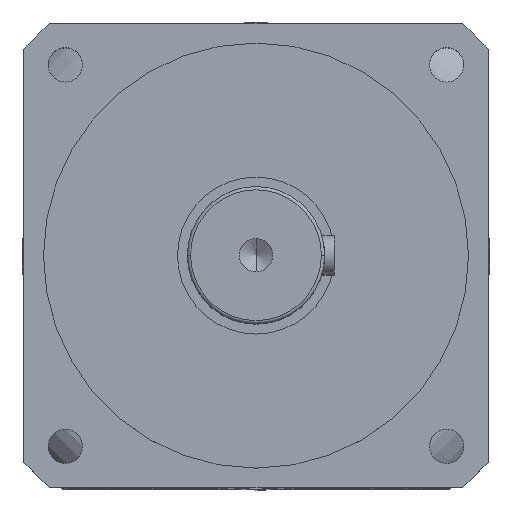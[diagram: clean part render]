
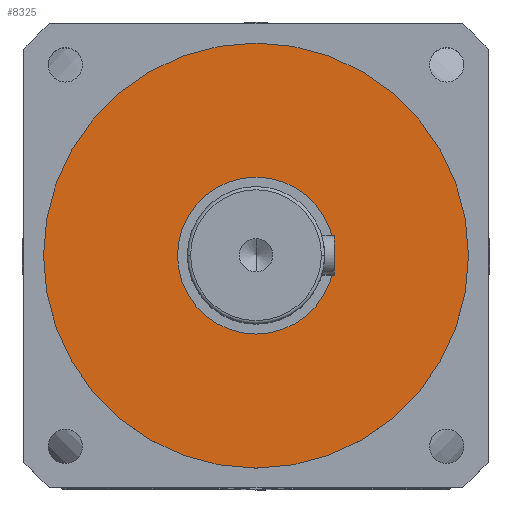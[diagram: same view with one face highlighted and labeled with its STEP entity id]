
A CAD part, top view. The second image highlights one B-rep face of the part: STEP entity #8325.
In plain terms, the highlighted planar face has unit normal (0, 0, 1).
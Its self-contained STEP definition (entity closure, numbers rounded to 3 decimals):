
#124 = DIRECTION ( 'NONE',  ( 1., 0., 0. ) ) ;
#297 = DIRECTION ( 'NONE',  ( 1., 0., 0. ) ) ;
#724 = VERTEX_POINT ( 'NONE', #2237 ) ;
#870 = DIRECTION ( 'NONE',  ( 0., 0., 1. ) ) ;
#931 = CARTESIAN_POINT ( 'NONE',  ( -24., 0., -70. ) ) ;
#1025 = DIRECTION ( 'NONE',  ( 1., 0., 0. ) ) ;
#1185 = AXIS2_PLACEMENT_3D ( 'NONE', #2493, #6327, #7621 ) ;
#1625 = CARTESIAN_POINT ( 'NONE',  ( 65., 0., -70. ) ) ;
#1951 = EDGE_CURVE ( 'NONE', #4002, #6083, #5350, .T. ) ;
#1986 = VERTEX_POINT ( 'NONE', #931 ) ;
#2230 = CARTESIAN_POINT ( 'NONE',  ( -65., 0., -70. ) ) ;
#2237 = CARTESIAN_POINT ( 'NONE',  ( 24., 0., -70. ) ) ;
#2373 = FACE_BOUND ( 'NONE', #5928, .T. ) ;
#2493 = CARTESIAN_POINT ( 'NONE',  ( 0., 65., -70. ) ) ;
#2649 = AXIS2_PLACEMENT_3D ( 'NONE', #3432, #5944, #124 ) ;
#2802 = EDGE_CURVE ( 'NONE', #6083, #4002, #2827, .T. ) ;
#2827 = CIRCLE ( 'NONE', #7329, 65. ) ;
#2875 = DIRECTION ( 'NONE',  ( 0., 0., -1. ) ) ;
#3432 = CARTESIAN_POINT ( 'NONE',  ( 0., 0., -70. ) ) ;
#3500 = CARTESIAN_POINT ( 'NONE',  ( 0., 0., -70. ) ) ;
#3820 = CIRCLE ( 'NONE', #2649, 24. ) ;
#3832 = EDGE_LOOP ( 'NONE', ( #6544, #6403 ) ) ;
#4002 = VERTEX_POINT ( 'NONE', #1625 ) ;
#4180 = CARTESIAN_POINT ( 'NONE',  ( 0., 0., -70. ) ) ;
#4398 = FACE_OUTER_BOUND ( 'NONE', #3832, .T. ) ;
#5350 = CIRCLE ( 'NONE', #8419, 65. ) ;
#5375 = AXIS2_PLACEMENT_3D ( 'NONE', #3500, #870, #5990 ) ;
#5928 = EDGE_LOOP ( 'NONE', ( #7914, #6913 ) ) ;
#5944 = DIRECTION ( 'NONE',  ( 0., 0., 1. ) ) ;
#5990 = DIRECTION ( 'NONE',  ( 1., 0., 0. ) ) ;
#6083 = VERTEX_POINT ( 'NONE', #2230 ) ;
#6327 = DIRECTION ( 'NONE',  ( 0., 0., -1. ) ) ;
#6334 = CARTESIAN_POINT ( 'NONE',  ( 0., 0., -70. ) ) ;
#6403 = ORIENTED_EDGE ( 'NONE', *, *, #2802, .F. ) ;
#6544 = ORIENTED_EDGE ( 'NONE', *, *, #1951, .F. ) ;
#6913 = ORIENTED_EDGE ( 'NONE', *, *, #8203, .F. ) ;
#6960 = EDGE_CURVE ( 'NONE', #724, #1986, #3820, .T. ) ;
#7329 = AXIS2_PLACEMENT_3D ( 'NONE', #6334, #7508, #1025 ) ;
#7508 = DIRECTION ( 'NONE',  ( 0., 0., -1. ) ) ;
#7621 = DIRECTION ( 'NONE',  ( -1., 0., 0. ) ) ;
#7696 = PLANE ( 'NONE',  #1185 ) ;
#7773 = CIRCLE ( 'NONE', #5375, 24. ) ;
#7914 = ORIENTED_EDGE ( 'NONE', *, *, #6960, .F. ) ;
#8203 = EDGE_CURVE ( 'NONE', #1986, #724, #7773, .T. ) ;
#8325 = ADVANCED_FACE ( 'NONE', ( #2373, #4398 ), #7696, .F. ) ;
#8419 = AXIS2_PLACEMENT_3D ( 'NONE', #4180, #2875, #297 ) ;
